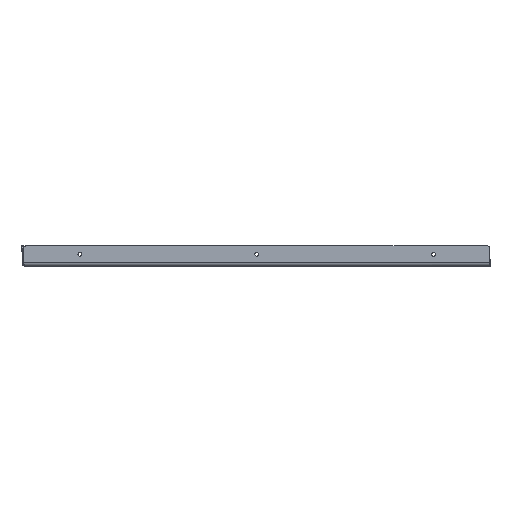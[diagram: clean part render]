
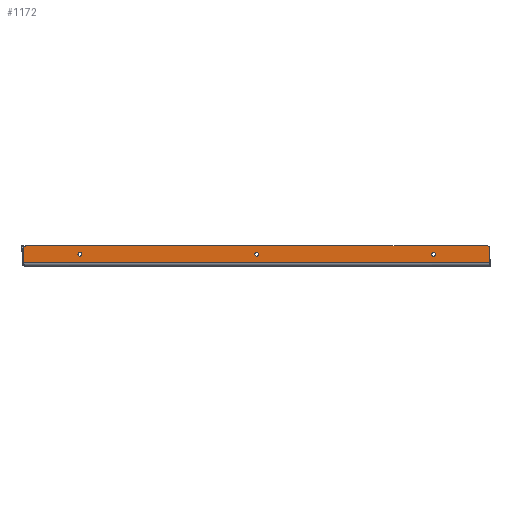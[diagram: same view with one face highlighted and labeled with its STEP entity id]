
A CAD part, left-side view. The second image highlights one B-rep face of the part: STEP entity #1172.
In plain terms, the highlighted planar face has unit normal (-1, 0, 0).
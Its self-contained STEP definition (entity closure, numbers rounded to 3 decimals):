
#36 = EDGE_LOOP ( 'NONE', ( #467, #1464 ) ) ;
#81 = CARTESIAN_POINT ( 'NONE',  ( -547.5, 248.25, 11. ) ) ;
#130 = CIRCLE ( 'NONE', #1598, 3. ) ;
#136 = CARTESIAN_POINT ( 'NONE',  ( -547.5, 60., 11. ) ) ;
#142 = LINE ( 'NONE', #2347, #2986 ) ;
#149 = ORIENTED_EDGE ( 'NONE', *, *, #1870, .F. ) ;
#163 = CARTESIAN_POINT ( 'NONE',  ( -547.5, 3., 20. ) ) ;
#171 = EDGE_CURVE ( 'NONE', #1357, #340, #405, .T. ) ;
#220 = VERTEX_POINT ( 'NONE', #2921 ) ;
#250 = VECTOR ( 'NONE', #1822, 1000. ) ;
#292 = CARTESIAN_POINT ( 'NONE',  ( -547.5, 493.429, 20. ) ) ;
#312 = DIRECTION ( 'NONE',  ( -1., 0., 0. ) ) ;
#321 = EDGE_CURVE ( 'NONE', #2336, #1512, #1698, .T. ) ;
#340 = VERTEX_POINT ( 'NONE', #163 ) ;
#343 = EDGE_CURVE ( 'NONE', #220, #648, #886, .T. ) ;
#355 = AXIS2_PLACEMENT_3D ( 'NONE', #81, #312, #1245 ) ;
#387 = CIRCLE ( 'NONE', #645, 2. ) ;
#405 = CIRCLE ( 'NONE', #1249, 3. ) ;
#419 = DIRECTION ( 'NONE',  ( 0., 0., 1. ) ) ;
#439 = CIRCLE ( 'NONE', #616, 2. ) ;
#455 = CARTESIAN_POINT ( 'NONE',  ( -547.5, 60., 13. ) ) ;
#467 = ORIENTED_EDGE ( 'NONE', *, *, #321, .F. ) ;
#480 = ORIENTED_EDGE ( 'NONE', *, *, #1846, .F. ) ;
#481 = CARTESIAN_POINT ( 'NONE',  ( -547.5, 0., 17. ) ) ;
#514 = CIRCLE ( 'NONE', #355, 2. ) ;
#537 = DIRECTION ( 'NONE',  ( 0., 0., 1. ) ) ;
#582 = DIRECTION ( 'NONE',  ( 0., 0., -1. ) ) ;
#586 = CARTESIAN_POINT ( 'NONE',  ( -547.5, 0., 0. ) ) ;
#589 = CIRCLE ( 'NONE', #1124, 2. ) ;
#616 = AXIS2_PLACEMENT_3D ( 'NONE', #1709, #995, #537 ) ;
#645 = AXIS2_PLACEMENT_3D ( 'NONE', #2541, #1089, #2076 ) ;
#648 = VERTEX_POINT ( 'NONE', #2425 ) ;
#679 = DIRECTION ( 'NONE',  ( -1., 0., 0. ) ) ;
#703 = VERTEX_POINT ( 'NONE', #292 ) ;
#717 = DIRECTION ( 'NONE',  ( 0., 0., 1. ) ) ;
#732 = CARTESIAN_POINT ( 'NONE',  ( -547.5, 3., 17. ) ) ;
#774 = CARTESIAN_POINT ( 'NONE',  ( -547.5, 248.25, 9. ) ) ;
#806 = EDGE_CURVE ( 'NONE', #340, #703, #845, .T. ) ;
#836 = CARTESIAN_POINT ( 'NONE',  ( -547.5, 496.429, 2. ) ) ;
#845 = LINE ( 'NONE', #1298, #1219 ) ;
#886 = LINE ( 'NONE', #836, #250 ) ;
#925 = DIRECTION ( 'NONE',  ( 0., 0., 1. ) ) ;
#995 = DIRECTION ( 'NONE',  ( -1., 0., 0. ) ) ;
#1013 = VERTEX_POINT ( 'NONE', #774 ) ;
#1040 = ORIENTED_EDGE ( 'NONE', *, *, #343, .F. ) ;
#1065 = EDGE_LOOP ( 'NONE', ( #1410, #480 ) ) ;
#1089 = DIRECTION ( 'NONE',  ( -1., 0., 0. ) ) ;
#1106 = ORIENTED_EDGE ( 'NONE', *, *, #171, .T. ) ;
#1116 = AXIS2_PLACEMENT_3D ( 'NONE', #1147, #2842, #925 ) ;
#1124 = AXIS2_PLACEMENT_3D ( 'NONE', #2183, #2440, #717 ) ;
#1136 = VERTEX_POINT ( 'NONE', #1483 ) ;
#1141 = LINE ( 'NONE', #2736, #1473 ) ;
#1147 = CARTESIAN_POINT ( 'NONE',  ( -547.5, 248.25, 11. ) ) ;
#1172 = ADVANCED_FACE ( 'NONE', ( #2711, #2743, #3054, #1641 ), #2975, .F. ) ;
#1193 = EDGE_CURVE ( 'NONE', #703, #648, #130, .T. ) ;
#1198 = CARTESIAN_POINT ( 'NONE',  ( -547.5, 436.5, 9. ) ) ;
#1219 = VECTOR ( 'NONE', #2732, 1000. ) ;
#1233 = ORIENTED_EDGE ( 'NONE', *, *, #806, .T. ) ;
#1245 = DIRECTION ( 'NONE',  ( 0., 0., 1. ) ) ;
#1249 = AXIS2_PLACEMENT_3D ( 'NONE', #732, #2944, #582 ) ;
#1284 = EDGE_CURVE ( 'NONE', #3079, #1339, #589, .T. ) ;
#1298 = CARTESIAN_POINT ( 'NONE',  ( -547.5, 0., 20. ) ) ;
#1332 = DIRECTION ( 'NONE',  ( -1., 0., 0. ) ) ;
#1339 = VERTEX_POINT ( 'NONE', #1198 ) ;
#1357 = VERTEX_POINT ( 'NONE', #481 ) ;
#1373 = CARTESIAN_POINT ( 'NONE',  ( -547.5, 493.429, 17. ) ) ;
#1408 = ORIENTED_EDGE ( 'NONE', *, *, #1193, .T. ) ;
#1410 = ORIENTED_EDGE ( 'NONE', *, *, #1284, .F. ) ;
#1464 = ORIENTED_EDGE ( 'NONE', *, *, #2902, .F. ) ;
#1473 = VECTOR ( 'NONE', #2974, 1000. ) ;
#1483 = CARTESIAN_POINT ( 'NONE',  ( -547.5, 0., 2. ) ) ;
#1512 = VERTEX_POINT ( 'NONE', #2106 ) ;
#1524 = DIRECTION ( 'NONE',  ( 0., 0., -1. ) ) ;
#1598 = AXIS2_PLACEMENT_3D ( 'NONE', #1373, #679, #2083 ) ;
#1616 = ORIENTED_EDGE ( 'NONE', *, *, #2666, .F. ) ;
#1641 = FACE_OUTER_BOUND ( 'NONE', #1781, .T. ) ;
#1698 = CIRCLE ( 'NONE', #2077, 2. ) ;
#1709 = CARTESIAN_POINT ( 'NONE',  ( -547.5, 60., 11. ) ) ;
#1765 = CIRCLE ( 'NONE', #1116, 2. ) ;
#1770 = DIRECTION ( 'NONE',  ( 1., 0., 0. ) ) ;
#1781 = EDGE_LOOP ( 'NONE', ( #1233, #1408, #1040, #1616, #2259, #1106 ) ) ;
#1783 = VERTEX_POINT ( 'NONE', #2764 ) ;
#1822 = DIRECTION ( 'NONE',  ( 0., 0., 1. ) ) ;
#1846 = EDGE_CURVE ( 'NONE', #1339, #3079, #387, .T. ) ;
#1870 = EDGE_CURVE ( 'NONE', #1013, #1783, #1765, .T. ) ;
#2021 = EDGE_CURVE ( 'NONE', #1783, #1013, #514, .T. ) ;
#2076 = DIRECTION ( 'NONE',  ( 0., 0., 1. ) ) ;
#2077 = AXIS2_PLACEMENT_3D ( 'NONE', #136, #1332, #3001 ) ;
#2083 = DIRECTION ( 'NONE',  ( 0., 0., -1. ) ) ;
#2106 = CARTESIAN_POINT ( 'NONE',  ( -547.5, 60., 9. ) ) ;
#2183 = CARTESIAN_POINT ( 'NONE',  ( -547.5, 436.5, 11. ) ) ;
#2236 = EDGE_LOOP ( 'NONE', ( #2807, #149 ) ) ;
#2259 = ORIENTED_EDGE ( 'NONE', *, *, #2719, .T. ) ;
#2336 = VERTEX_POINT ( 'NONE', #455 ) ;
#2347 = CARTESIAN_POINT ( 'NONE',  ( -547.5, 0., 0. ) ) ;
#2425 = CARTESIAN_POINT ( 'NONE',  ( -547.5, 496.429, 17. ) ) ;
#2440 = DIRECTION ( 'NONE',  ( -1., 0., 0. ) ) ;
#2541 = CARTESIAN_POINT ( 'NONE',  ( -547.5, 436.5, 11. ) ) ;
#2666 = EDGE_CURVE ( 'NONE', #1136, #220, #1141, .T. ) ;
#2711 = FACE_BOUND ( 'NONE', #36, .T. ) ;
#2719 = EDGE_CURVE ( 'NONE', #1136, #1357, #142, .T. ) ;
#2732 = DIRECTION ( 'NONE',  ( 0., 1., 0. ) ) ;
#2736 = CARTESIAN_POINT ( 'NONE',  ( -547.5, 494.5, 2. ) ) ;
#2743 = FACE_BOUND ( 'NONE', #2236, .T. ) ;
#2764 = CARTESIAN_POINT ( 'NONE',  ( -547.5, 248.25, 13. ) ) ;
#2807 = ORIENTED_EDGE ( 'NONE', *, *, #2021, .F. ) ;
#2842 = DIRECTION ( 'NONE',  ( -1., 0., 0. ) ) ;
#2902 = EDGE_CURVE ( 'NONE', #1512, #2336, #439, .T. ) ;
#2921 = CARTESIAN_POINT ( 'NONE',  ( -547.5, 496.429, 2. ) ) ;
#2925 = AXIS2_PLACEMENT_3D ( 'NONE', #586, #1770, #1524 ) ;
#2940 = CARTESIAN_POINT ( 'NONE',  ( -547.5, 436.5, 13. ) ) ;
#2944 = DIRECTION ( 'NONE',  ( -1., 0., 0. ) ) ;
#2974 = DIRECTION ( 'NONE',  ( 0., 1., 0. ) ) ;
#2975 = PLANE ( 'NONE',  #2925 ) ;
#2986 = VECTOR ( 'NONE', #419, 1000. ) ;
#3001 = DIRECTION ( 'NONE',  ( 0., 0., 1. ) ) ;
#3054 = FACE_BOUND ( 'NONE', #1065, .T. ) ;
#3079 = VERTEX_POINT ( 'NONE', #2940 ) ;
